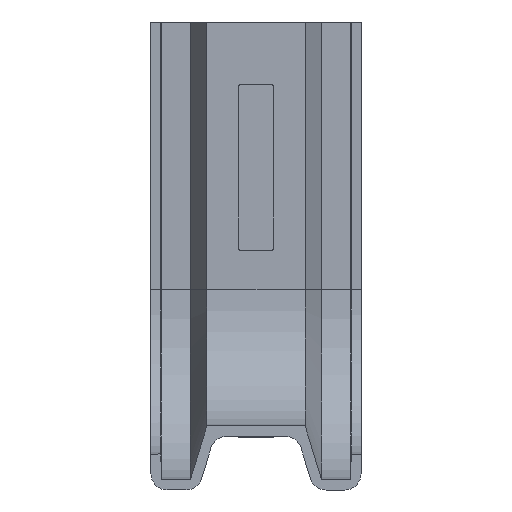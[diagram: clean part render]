
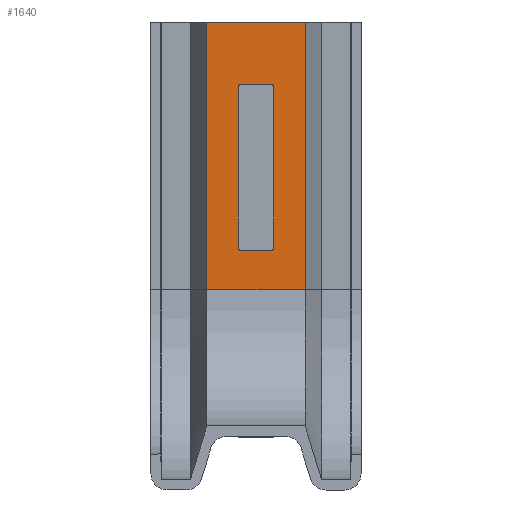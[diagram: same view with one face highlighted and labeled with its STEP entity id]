
A CAD part, front view. The second image highlights one B-rep face of the part: STEP entity #1640.
In plain terms, the highlighted planar face has unit normal (0, -1, -0.012).
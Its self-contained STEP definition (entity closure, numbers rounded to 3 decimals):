
#112=FACE_OUTER_BOUND('',#194,.T.);
#194=EDGE_LOOP('',(#1359,#1360,#1361,#1362));
#330=LINE('',#2763,#494);
#331=LINE('',#2766,#495);
#332=LINE('',#2768,#496);
#333=LINE('',#2769,#497);
#494=VECTOR('',#2215,1.);
#495=VECTOR('',#2218,1.);
#496=VECTOR('',#2219,1.);
#497=VECTOR('',#2220,1.);
#784=VERTEX_POINT('',#2759);
#785=VERTEX_POINT('',#2761);
#786=VERTEX_POINT('',#2765);
#787=VERTEX_POINT('',#2767);
#1025=EDGE_CURVE('',#784,#785,#330,.T.);
#1026=EDGE_CURVE('',#786,#784,#331,.T.);
#1027=EDGE_CURVE('',#787,#785,#332,.T.);
#1028=EDGE_CURVE('',#786,#787,#333,.T.);
#1359=ORIENTED_EDGE('',*,*,#1026,.T.);
#1360=ORIENTED_EDGE('',*,*,#1025,.T.);
#1361=ORIENTED_EDGE('',*,*,#1027,.F.);
#1362=ORIENTED_EDGE('',*,*,#1028,.F.);
#1569=PLANE('',#1816);
#1640=ADVANCED_FACE('',(#112),#1569,.T.);
#1816=AXIS2_PLACEMENT_3D('',#2764,#2216,#2217);
#2215=DIRECTION('',(0.,-0.012,1.));
#2216=DIRECTION('center_axis',(0.,-1.,
-0.012));
#2217=DIRECTION('ref_axis',(1.,0.,0.));
#2218=DIRECTION('',(1.,0.,0.));
#2219=DIRECTION('',(1.,0.,0.));
#2220=DIRECTION('',(0.,-0.012,1.));
#2759=CARTESIAN_POINT('',(146.015,154.884,32.022));
#2761=CARTESIAN_POINT('',(146.015,154.095,96.587));
#2763=CARTESIAN_POINT('',(146.015,154.884,32.022));
#2764=CARTESIAN_POINT('Origin',(122.266,154.884,32.022));
#2765=CARTESIAN_POINT('',(122.266,154.884,32.022));
#2766=CARTESIAN_POINT('',(146.015,154.884,32.022));
#2767=CARTESIAN_POINT('',(122.266,154.095,96.587));
#2768=CARTESIAN_POINT('',(146.015,154.095,96.587));
#2769=CARTESIAN_POINT('',(122.266,154.884,32.022));
